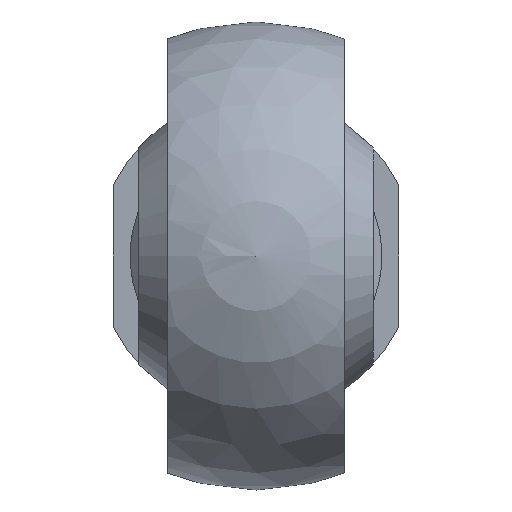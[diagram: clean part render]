
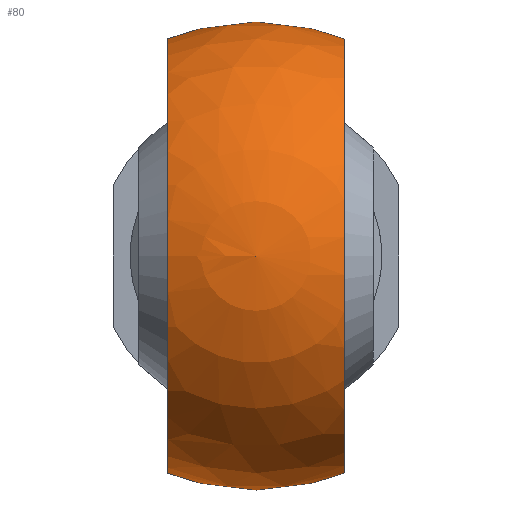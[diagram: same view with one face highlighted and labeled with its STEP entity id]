
A CAD part, left-side view. The second image highlights one B-rep face of the part: STEP entity #80.
In plain terms, the highlighted spherical face has radius 14 mm.
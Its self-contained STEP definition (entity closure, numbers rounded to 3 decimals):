
#80 = ADVANCED_FACE( '', ( #171, #172 ), #173, .T. );
#171 = FACE_BOUND( '', #266, .T. );
#172 = FACE_OUTER_BOUND( '', #267, .T. );
#173 = SPHERICAL_SURFACE( '', #268, 14. );
#266 = VERTEX_LOOP( '', #421 );
#267 = EDGE_LOOP( '', ( #422, #423, #424, #425 ) );
#268 = AXIS2_PLACEMENT_3D( '', #426, #427, #428 );
#421 = VERTEX_POINT( '', #535 );
#422 = ORIENTED_EDGE( '', *, *, #517, .F. );
#423 = ORIENTED_EDGE( '', *, *, #487, .T. );
#424 = ORIENTED_EDGE( '', *, *, #512, .F. );
#425 = ORIENTED_EDGE( '', *, *, #494, .T. );
#426 = CARTESIAN_POINT( '', ( 0., 0., 0. ) );
#427 = DIRECTION( '', ( 1., 0., 0. ) );
#428 = DIRECTION( '', ( 0., 1., 0. ) );
#487 = EDGE_CURVE( '', #563, #561, #564, .F. );
#494 = EDGE_CURVE( '', #576, #574, #577, .F. );
#512 = EDGE_CURVE( '', #576, #561, #603, .T. );
#517 = EDGE_CURVE( '', #563, #574, #608, .T. );
#535 = CARTESIAN_POINT( '', ( -14., 0., 0. ) );
#561 = VERTEX_POINT( '', #662 );
#563 = VERTEX_POINT( '', #671 );
#564 = CIRCLE( '', #672, 12.978 );
#574 = VERTEX_POINT( '', #692 );
#576 = VERTEX_POINT( '', #701 );
#577 = CIRCLE( '', #702, 12.978 );
#603 = CIRCLE( '', #737, 11.912 );
#608 = CIRCLE( '', #742, 11.912 );
#662 = CARTESIAN_POINT( '', ( 7.356, -5.25, 10.692 ) );
#671 = CARTESIAN_POINT( '', ( 7.356, -5.25, -10.692 ) );
#672 = AXIS2_PLACEMENT_3D( '', #796, #797, #798 );
#692 = CARTESIAN_POINT( '', ( 7.356, 5.25, -10.692 ) );
#701 = CARTESIAN_POINT( '', ( 7.356, 5.25, 10.692 ) );
#702 = AXIS2_PLACEMENT_3D( '', #802, #803, #804 );
#737 = AXIS2_PLACEMENT_3D( '', #831, #832, #833 );
#742 = AXIS2_PLACEMENT_3D( '', #837, #838, #839 );
#796 = CARTESIAN_POINT( '', ( 0., -5.25, 0. ) );
#797 = DIRECTION( '', ( 0., -1., 0. ) );
#798 = DIRECTION( '', ( 0., 0., -1. ) );
#802 = CARTESIAN_POINT( '', ( 0., 5.25, 0. ) );
#803 = DIRECTION( '', ( 0., 1., 0. ) );
#804 = DIRECTION( '', ( 0., 0., 1. ) );
#831 = CARTESIAN_POINT( '', ( 7.356, 0., 0. ) );
#832 = DIRECTION( '', ( 1., 0., 0. ) );
#833 = DIRECTION( '', ( 0., 0., -1. ) );
#837 = CARTESIAN_POINT( '', ( 7.356, 0., 0. ) );
#838 = DIRECTION( '', ( 1., 0., 0. ) );
#839 = DIRECTION( '', ( 0., 0., -1. ) );
